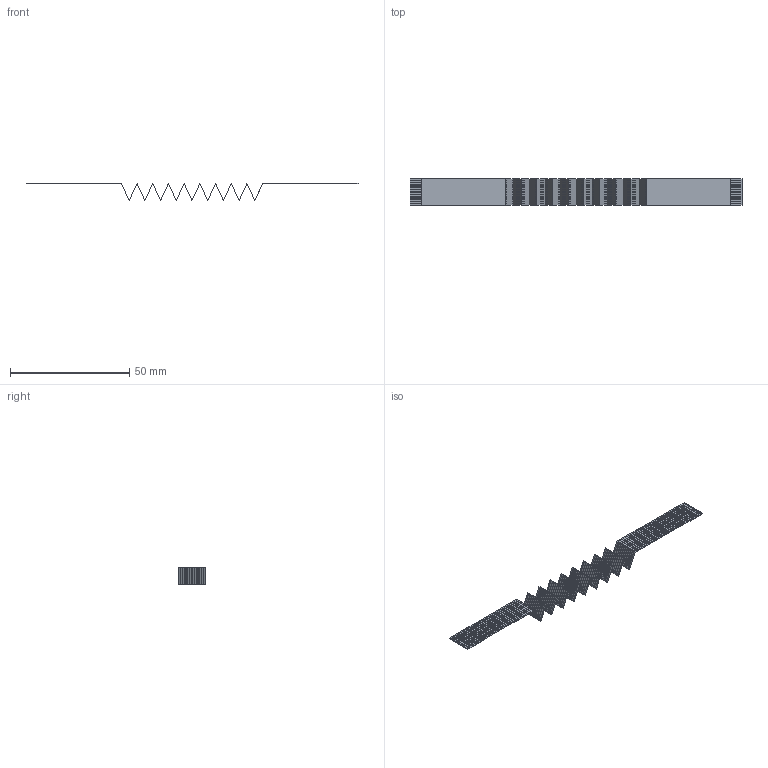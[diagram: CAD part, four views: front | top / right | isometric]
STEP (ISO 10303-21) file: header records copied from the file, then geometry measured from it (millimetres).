
FILE_DESCRIPTION(/* description */ ('Unknown'),/* implementation_level */ '2;1');
FILE_NAME(/* name */ '686610119001',/* time_stamp */ '2020-11-30T14:40:57+01:00',/* author */ ('Unknown'),/* organization */ ('Unknown'),/* preprocessor_version */ 'ST-DEVELOPER v16.7',/* originating_system */ 'DEX',/* authorisation */ $);
FILE_SCHEMA (('AUTOMOTIVE_DESIGN {1 0 10303 214 3 1 1}'));
Length unit declared in the file: millimetre
Products named in the file (2): 6866xx119001; 686610119001
Assembly tree (1 placements, depth 2):
  6866xx119001
    686610119001
Bounding box: 139.43 x 11 x 7.5 mm (x, y, z)
Volume: 225.7 mm3; surface area: 8165.3 mm2
Topology: 1 solids, 1 shells, 500 faces, 1506 edges, 988 vertices
Faces by surface type: plane 500
Entity records: 20173 total; most frequent: CARTESIAN_POINT 3050, ORIENTED_EDGE 3012, DIRECTION 2492, EDGE_CURVE 1506, LINE 1488, VECTOR 1488, VERTEX_POINT 988, AXIS2_PLACEMENT_3D 502
